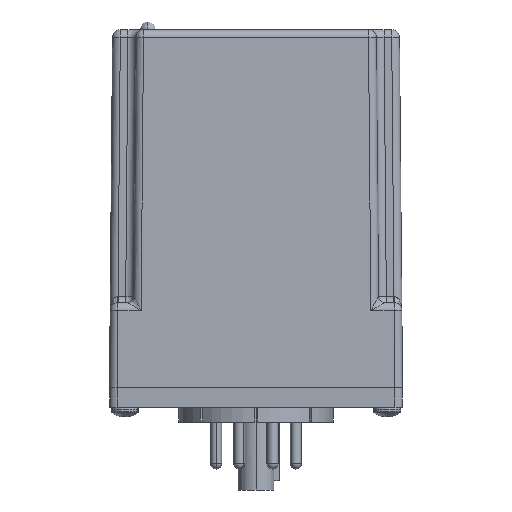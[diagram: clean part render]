
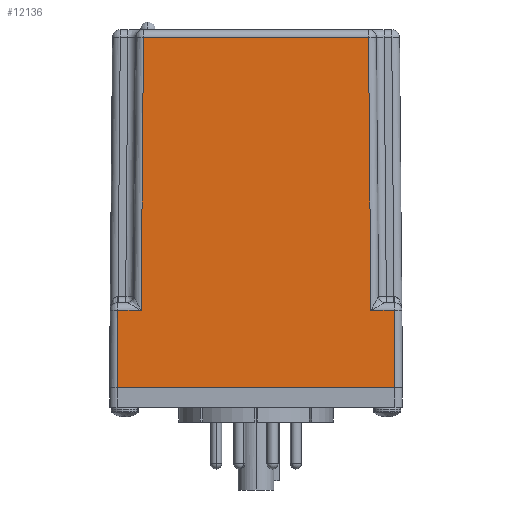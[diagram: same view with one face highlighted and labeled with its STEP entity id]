
A CAD part, left-side view. The second image highlights one B-rep face of the part: STEP entity #12136.
In plain terms, the highlighted planar face has unit normal (-1, 0, 0.009).
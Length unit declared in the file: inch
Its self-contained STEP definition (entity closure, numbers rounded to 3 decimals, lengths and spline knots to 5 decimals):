
#979 = CARTESIAN_POINT ( 'NONE',  ( -0.86954, 0.93104, 0.62555 ) ) ;
#1497 = CARTESIAN_POINT ( 'NONE',  ( -0.875, -1.1875, 0. ) ) ;
#1729 = ORIENTED_EDGE ( 'NONE', *, *, #2407, .T. ) ;
#2136 = CARTESIAN_POINT ( 'NONE',  ( -0.86954, 1.11904, 0.62555 ) ) ;
#2407 = EDGE_CURVE ( 'NONE', #30058, #19389, #4188, .T. ) ;
#2674 = DIRECTION ( 'NONE',  ( -0.009, 0.009, -1. ) ) ;
#3929 = LINE ( 'NONE', #28342, #7444 ) ;
#4188 = LINE ( 'NONE', #1497, #18651 ) ;
#4263 = VECTOR ( 'NONE', #18891, 39.37008 ) ;
#4953 = VERTEX_POINT ( 'NONE', #29299 ) ;
#5071 = LINE ( 'NONE', #7160, #9280 ) ;
#5150 = CARTESIAN_POINT ( 'NONE',  ( -0.875, 1.1245, 0. ) ) ;
#5772 = CARTESIAN_POINT ( 'NONE',  ( -0.86954, -0.9305, 0.62555 ) ) ;
#6339 = LINE ( 'NONE', #25789, #4263 ) ;
#6478 = ORIENTED_EDGE ( 'NONE', *, *, #11518, .T. ) ;
#6796 = CARTESIAN_POINT ( 'NONE',  ( -0.86954, -0.93104, 0.62555 ) ) ;
#7160 = CARTESIAN_POINT ( 'NONE',  ( -0.87484, 0.93634, 0.01853 ) ) ;
#7444 = VECTOR ( 'NONE', #30910, 39.37008 ) ;
#7497 = CARTESIAN_POINT ( 'NONE',  ( -0.87502, -0.93652, -0.00219 ) ) ;
#7561 = VERTEX_POINT ( 'NONE', #979 ) ;
#8893 = VECTOR ( 'NONE', #12048, 39.37008 ) ;
#8994 = VECTOR ( 'NONE', #12672, 39.37008 ) ;
#9131 = CARTESIAN_POINT ( 'NONE',  ( -0.875, -1.1875, 0. ) ) ;
#9280 = VECTOR ( 'NONE', #2674, 39.37008 ) ;
#9608 = DIRECTION ( 'NONE',  ( 0.009, 0., 1. ) ) ;
#11031 = ORIENTED_EDGE ( 'NONE', *, *, #14061, .T. ) ;
#11261 = DIRECTION ( 'NONE',  ( 0., -1., 0. ) ) ;
#11518 = EDGE_CURVE ( 'NONE', #20217, #12841, #27795, .T. ) ;
#12048 = DIRECTION ( 'NONE',  ( 0., 1., 0. ) ) ;
#12136 = ADVANCED_FACE ( 'NONE', ( #31300 ), #28904, .T. ) ;
#12595 = EDGE_LOOP ( 'NONE', ( #30207, #28719, #28204, #1729, #30265, #6478, #15367, #11031 ) ) ;
#12672 = DIRECTION ( 'NONE',  ( -0.009, 0.009, -1. ) ) ;
#12841 = VERTEX_POINT ( 'NONE', #6796 ) ;
#14061 = EDGE_CURVE ( 'NONE', #19622, #4953, #3929, .T. ) ;
#14737 = DIRECTION ( 'NONE',  ( 0.009, 0.009, 1. ) ) ;
#15367 = ORIENTED_EDGE ( 'NONE', *, *, #30628, .T. ) ;
#15553 = EDGE_CURVE ( 'NONE', #16319, #30058, #26658, .T. ) ;
#15597 = DIRECTION ( 'NONE',  ( 0., 1., 0. ) ) ;
#16319 = VERTEX_POINT ( 'NONE', #2136 ) ;
#17003 = CARTESIAN_POINT ( 'NONE',  ( -0.875, -1.1245, 0. ) ) ;
#17446 = EDGE_CURVE ( 'NONE', #7561, #16319, #26041, .T. ) ;
#18651 = VECTOR ( 'NONE', #11261, 39.37008 ) ;
#18891 = DIRECTION ( 'NONE',  ( 0.009, 0.009, 1. ) ) ;
#19389 = VERTEX_POINT ( 'NONE', #17003 ) ;
#19622 = VERTEX_POINT ( 'NONE', #25192 ) ;
#19794 = CARTESIAN_POINT ( 'NONE',  ( -0.86954, 1.1185, 0.62555 ) ) ;
#20217 = VERTEX_POINT ( 'NONE', #31661 ) ;
#21643 = EDGE_CURVE ( 'NONE', #19389, #20217, #6339, .T. ) ;
#22300 = LINE ( 'NONE', #7497, #30916 ) ;
#23714 = VECTOR ( 'NONE', #15597, 39.37008 ) ;
#24327 = AXIS2_PLACEMENT_3D ( 'NONE', #9131, #31627, #9608 ) ;
#25192 = CARTESIAN_POINT ( 'NONE',  ( -0.85024, -0.91174, 2.83755 ) ) ;
#25532 = CARTESIAN_POINT ( 'NONE',  ( -0.87482, 1.12433, 0.02017 ) ) ;
#25789 = CARTESIAN_POINT ( 'NONE',  ( -0.875, -1.12451, -0.00055 ) ) ;
#26041 = LINE ( 'NONE', #19794, #8893 ) ;
#26658 = LINE ( 'NONE', #25532, #8994 ) ;
#27735 = EDGE_CURVE ( 'NONE', #4953, #7561, #5071, .T. ) ;
#27795 = LINE ( 'NONE', #5772, #23714 ) ;
#28204 = ORIENTED_EDGE ( 'NONE', *, *, #15553, .T. ) ;
#28342 = CARTESIAN_POINT ( 'NONE',  ( -0.85024, 0.91119, 2.83755 ) ) ;
#28719 = ORIENTED_EDGE ( 'NONE', *, *, #17446, .T. ) ;
#28904 = PLANE ( 'NONE',  #24327 ) ;
#29299 = CARTESIAN_POINT ( 'NONE',  ( -0.85024, 0.91174, 2.83755 ) ) ;
#30058 = VERTEX_POINT ( 'NONE', #5150 ) ;
#30207 = ORIENTED_EDGE ( 'NONE', *, *, #27735, .T. ) ;
#30265 = ORIENTED_EDGE ( 'NONE', *, *, #21643, .T. ) ;
#30628 = EDGE_CURVE ( 'NONE', #12841, #19622, #22300, .T. ) ;
#30910 = DIRECTION ( 'NONE',  ( 0., 1., 0. ) ) ;
#30916 = VECTOR ( 'NONE', #14737, 39.37008 ) ;
#31300 = FACE_OUTER_BOUND ( 'NONE', #12595, .T. ) ;
#31627 = DIRECTION ( 'NONE',  ( -1., 0., 0.009 ) ) ;
#31661 = CARTESIAN_POINT ( 'NONE',  ( -0.86954, -1.11904, 0.62555 ) ) ;
